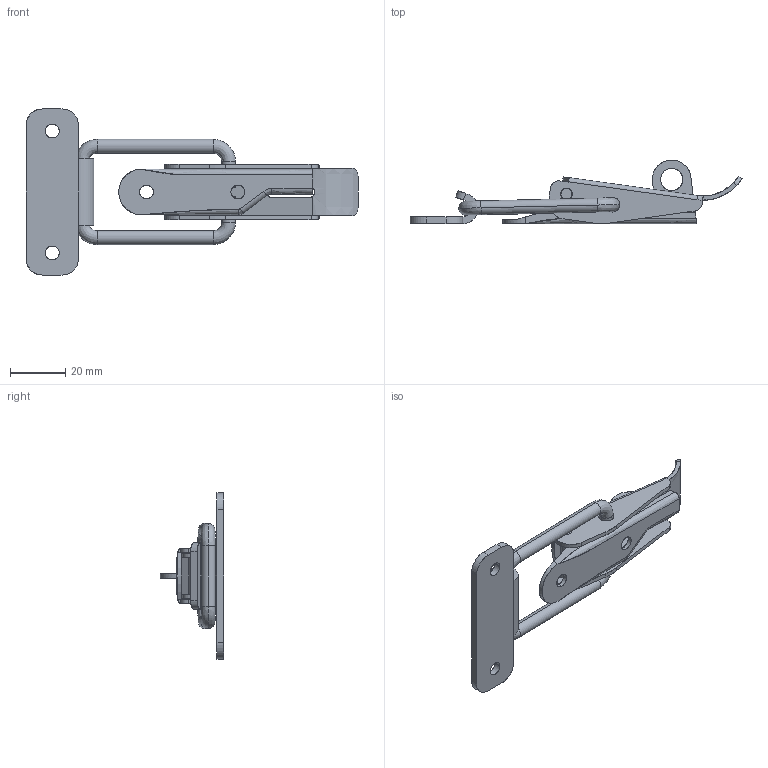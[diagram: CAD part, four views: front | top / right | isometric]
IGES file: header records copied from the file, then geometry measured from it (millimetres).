
Start section: SolidWorks IGES file using analytic representation for surfaces
Global section: file name: C-1228.IGS,15; native system: HSolidWorks 2007; preprocessor: SolidWorks 2007; author: 7sw; date: 090609.095148; units: millimetre
Bounding box: 119.89 x 23 x 60 mm (x, y, z)
Surface area: 14765.5 mm2 (no closed solid volume)
Topology: 0 solids, 0 shells, 142 faces, 2154 edges, 2152 vertices
Faces by surface type: bspline 72, revolution 70
